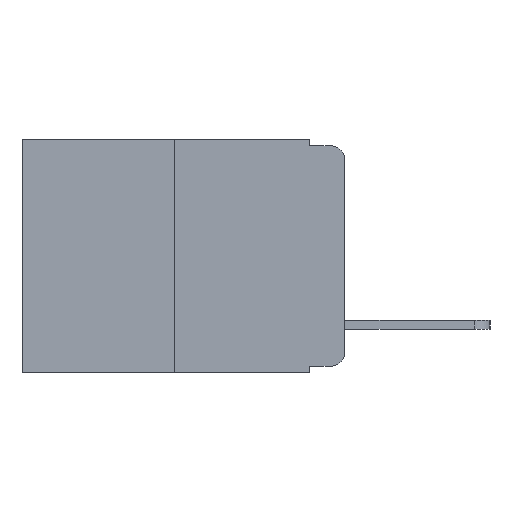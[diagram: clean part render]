
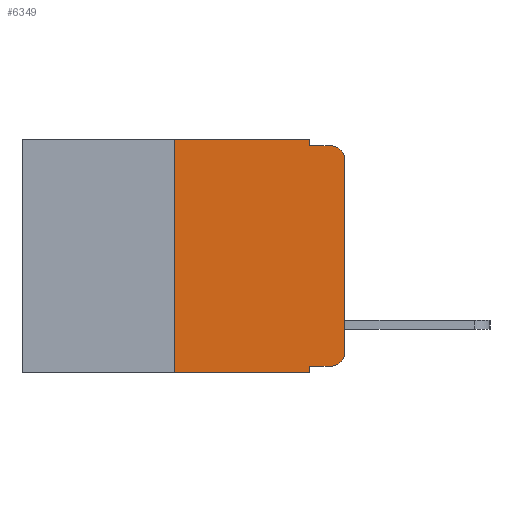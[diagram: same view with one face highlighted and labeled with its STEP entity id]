
A CAD part, left-side view. The second image highlights one B-rep face of the part: STEP entity #6349.
In plain terms, the highlighted planar face has unit normal (-1, 0, 0).
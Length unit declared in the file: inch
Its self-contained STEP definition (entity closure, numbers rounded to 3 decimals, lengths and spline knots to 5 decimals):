
#26 = DIRECTION ( 'NONE',  ( 1., 0., 0. ) ) ;
#44 = CARTESIAN_POINT ( 'NONE',  ( 0., 0.051, -0.343 ) ) ;
#378 = DIRECTION ( 'NONE',  ( 0., 0., -1. ) ) ;
#436 = CARTESIAN_POINT ( 'NONE',  ( 0., 0.473, 0. ) ) ;
#595 = DIRECTION ( 'NONE',  ( -1., 0., 0. ) ) ;
#617 = CARTESIAN_POINT ( 'NONE',  ( 0., 0.25, 0. ) ) ;
#747 = CARTESIAN_POINT ( 'NONE',  ( 0., 0.051, -0.01 ) ) ;
#749 = EDGE_CURVE ( 'NONE', #2886, #10183, #8642, .T. ) ;
#1423 = VECTOR ( 'NONE', #13634, 39.37008 ) ;
#1510 = VERTEX_POINT ( 'NONE', #15724 ) ;
#1759 = DIRECTION ( 'NONE',  ( 0., -1., 0. ) ) ;
#1910 = CARTESIAN_POINT ( 'NONE',  ( 0., 0.473, 0. ) ) ;
#1930 = LINE ( 'NONE', #8937, #1423 ) ;
#2255 = DIRECTION ( 'NONE',  ( 0., 0., -1. ) ) ;
#2294 = AXIS2_PLACEMENT_3D ( 'NONE', #11280, #11245, #2255 ) ;
#2443 = VECTOR ( 'NONE', #13252, 39.37008 ) ;
#2501 = CARTESIAN_POINT ( 'NONE',  ( 0., 0.02, -0.03 ) ) ;
#2652 = EDGE_CURVE ( 'NONE', #13864, #12078, #12571, .T. ) ;
#2886 = VERTEX_POINT ( 'NONE', #12761 ) ;
#2923 = LINE ( 'NONE', #15090, #2443 ) ;
#2927 = CARTESIAN_POINT ( 'NONE',  ( 0., 0., -0.03 ) ) ;
#3706 = EDGE_CURVE ( 'NONE', #10837, #12768, #10990, .T. ) ;
#3729 = EDGE_CURVE ( 'NONE', #12768, #10927, #13548, .T. ) ;
#3736 = EDGE_CURVE ( 'NONE', #3812, #10927, #3821, .T. ) ;
#3760 = EDGE_CURVE ( 'NONE', #10183, #3812, #12864, .T. ) ;
#3812 = VERTEX_POINT ( 'NONE', #14621 ) ;
#3815 = EDGE_CURVE ( 'NONE', #13864, #2886, #15010, .T. ) ;
#3817 = EDGE_CURVE ( 'NONE', #1510, #12078, #2923, .T. ) ;
#3821 = LINE ( 'NONE', #747, #10223 ) ;
#3868 = EDGE_CURVE ( 'NONE', #1510, #9400, #1930, .T. ) ;
#3958 = EDGE_CURVE ( 'NONE', #9400, #10837, #4439, .T. ) ;
#4439 = CIRCLE ( 'NONE', #2294, 0.02 ) ;
#4549 = PLANE ( 'NONE',  #10149 ) ;
#4898 = DIRECTION ( 'NONE',  ( 0., 0., 1. ) ) ;
#5216 = ORIENTED_EDGE ( 'NONE', *, *, #749, .F. ) ;
#5246 = ORIENTED_EDGE ( 'NONE', *, *, #3868, .T. ) ;
#5350 = ORIENTED_EDGE ( 'NONE', *, *, #3817, .F. ) ;
#5392 = ORIENTED_EDGE ( 'NONE', *, *, #3815, .F. ) ;
#5417 = CARTESIAN_POINT ( 'NONE',  ( 0., 0., -0.313 ) ) ;
#5557 = ORIENTED_EDGE ( 'NONE', *, *, #3958, .T. ) ;
#6349 = ADVANCED_FACE ( 'NONE', ( #13034 ), #4549, .F. ) ;
#6417 = ORIENTED_EDGE ( 'NONE', *, *, #2652, .T. ) ;
#6480 = CARTESIAN_POINT ( 'NONE',  ( 0., 0.473, -0.343 ) ) ;
#6718 = ORIENTED_EDGE ( 'NONE', *, *, #3729, .T. ) ;
#6953 = ORIENTED_EDGE ( 'NONE', *, *, #3736, .F. ) ;
#7075 = ORIENTED_EDGE ( 'NONE', *, *, #3760, .F. ) ;
#7716 = VECTOR ( 'NONE', #8030, 39.37008 ) ;
#7898 = CARTESIAN_POINT ( 'NONE',  ( 0., 0., 0. ) ) ;
#8030 = DIRECTION ( 'NONE',  ( 0., 0., 1. ) ) ;
#8140 = CARTESIAN_POINT ( 'NONE',  ( 0., 0.25, -0.343 ) ) ;
#8642 = LINE ( 'NONE', #436, #14405 ) ;
#8832 = DIRECTION ( 'NONE',  ( 0., -1., 0. ) ) ;
#8937 = CARTESIAN_POINT ( 'NONE',  ( 0., 0.051, -0.333 ) ) ;
#9400 = VERTEX_POINT ( 'NONE', #14459 ) ;
#9695 = DIRECTION ( 'NONE',  ( 0., 0., -1. ) ) ;
#10149 = AXIS2_PLACEMENT_3D ( 'NONE', #1910, #26, #9695 ) ;
#10183 = VERTEX_POINT ( 'NONE', #10715 ) ;
#10223 = VECTOR ( 'NONE', #1759, 39.37008 ) ;
#10384 = DIRECTION ( 'NONE',  ( 0., -1., 0. ) ) ;
#10715 = CARTESIAN_POINT ( 'NONE',  ( 0., 0.051, 0. ) ) ;
#10837 = VERTEX_POINT ( 'NONE', #5417 ) ;
#10927 = VERTEX_POINT ( 'NONE', #12830 ) ;
#10990 = LINE ( 'NONE', #7898, #7716 ) ;
#11245 = DIRECTION ( 'NONE',  ( -1., 0., 0. ) ) ;
#11280 = CARTESIAN_POINT ( 'NONE',  ( 0., 0.02, -0.313 ) ) ;
#11610 = CARTESIAN_POINT ( 'NONE',  ( 0., 0.051, 0. ) ) ;
#11963 = ORIENTED_EDGE ( 'NONE', *, *, #3706, .T. ) ;
#12078 = VERTEX_POINT ( 'NONE', #44 ) ;
#12201 = VECTOR ( 'NONE', #4898, 39.37008 ) ;
#12239 = VECTOR ( 'NONE', #8832, 39.37008 ) ;
#12571 = LINE ( 'NONE', #6480, #12239 ) ;
#12761 = CARTESIAN_POINT ( 'NONE',  ( 0., 0.25, 0. ) ) ;
#12768 = VERTEX_POINT ( 'NONE', #2927 ) ;
#12830 = CARTESIAN_POINT ( 'NONE',  ( 0., 0.02, -0.01 ) ) ;
#12864 = LINE ( 'NONE', #11610, #15659 ) ;
#13034 = FACE_OUTER_BOUND ( 'NONE', #16079, .T. ) ;
#13252 = DIRECTION ( 'NONE',  ( 0., 0., -1. ) ) ;
#13284 = DIRECTION ( 'NONE',  ( 0., 0., -1. ) ) ;
#13548 = CIRCLE ( 'NONE', #14884, 0.02 ) ;
#13634 = DIRECTION ( 'NONE',  ( 0., -1., 0. ) ) ;
#13864 = VERTEX_POINT ( 'NONE', #8140 ) ;
#14405 = VECTOR ( 'NONE', #10384, 39.37008 ) ;
#14459 = CARTESIAN_POINT ( 'NONE',  ( 0., 0.02, -0.333 ) ) ;
#14621 = CARTESIAN_POINT ( 'NONE',  ( 0., 0.051, -0.01 ) ) ;
#14884 = AXIS2_PLACEMENT_3D ( 'NONE', #2501, #595, #378 ) ;
#15010 = LINE ( 'NONE', #617, #12201 ) ;
#15090 = CARTESIAN_POINT ( 'NONE',  ( 0., 0.051, 0. ) ) ;
#15659 = VECTOR ( 'NONE', #13284, 39.37008 ) ;
#15724 = CARTESIAN_POINT ( 'NONE',  ( 0., 0.051, -0.333 ) ) ;
#16079 = EDGE_LOOP ( 'NONE', ( #11963, #6718, #6953, #7075, #5216, #5392, #6417, #5350, #5246, #5557 ) ) ;
